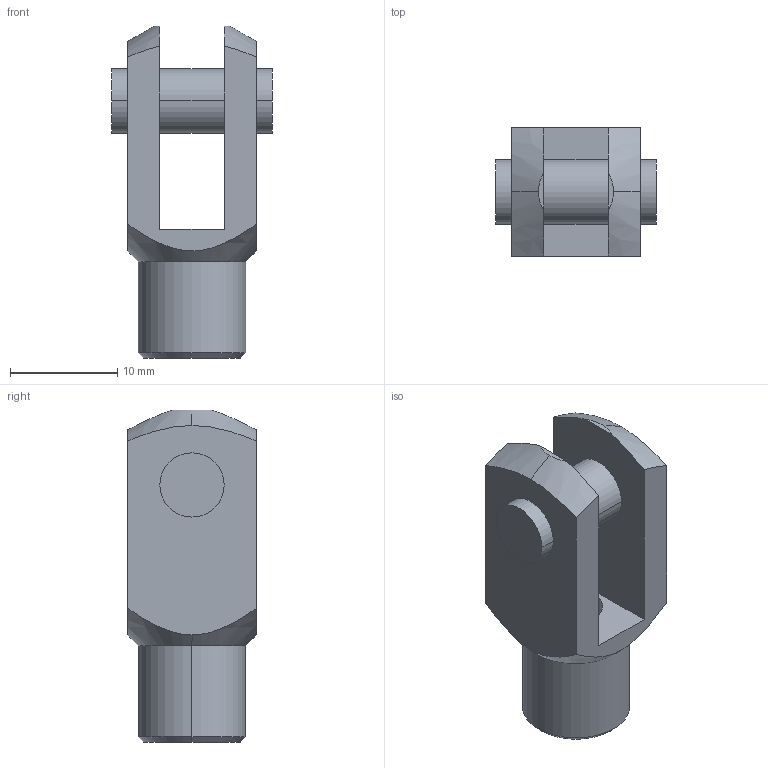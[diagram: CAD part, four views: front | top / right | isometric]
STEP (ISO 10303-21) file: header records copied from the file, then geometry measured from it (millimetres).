
FILE_DESCRIPTION((''),'2;1');
FILE_NAME('1200_16_04X.stp','2003-04-08T08:48:49',('maffial1'),(''),'Autodesk Inventor (R) 6.0','Autodesk Inventor (R) 6.0','');
FILE_SCHEMA(('AUTOMOTIVE_DESIGN { 1 0 10303 214 1 1 1 1 }'));
Length unit declared in the file: millimetre
Products named in the file (1): 1200_16_04X
Bounding box: 15 x 12 x 31 mm (x, y, z)
Volume: 2358.3 mm3; surface area: 1960.6 mm2
Topology: 1 solids, 1 shells, 32 faces, 78 edges, 50 vertices
Faces by surface type: plane 12, cone 8, cylinder 8, bspline 4
Entity records: 1007 total; most frequent: CARTESIAN_POINT 265, ORIENTED_EDGE 156, DIRECTION 146, EDGE_CURVE 78, AXIS2_PLACEMENT_3D 57, VERTEX_POINT 50, EDGE_LOOP 38, VECTOR 32
